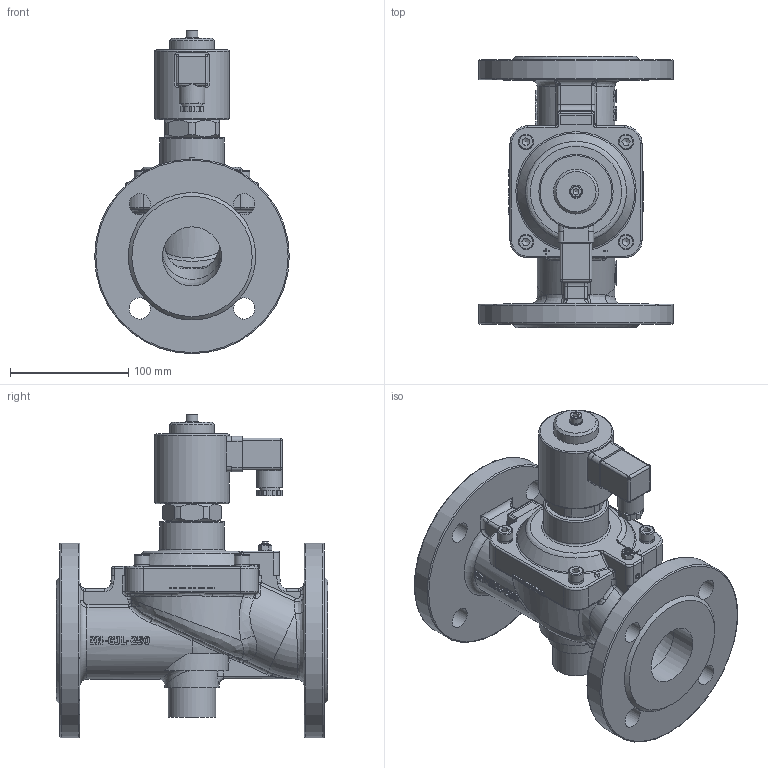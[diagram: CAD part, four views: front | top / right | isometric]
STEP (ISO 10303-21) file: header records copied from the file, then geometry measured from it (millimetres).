
FILE_DESCRIPTION(/* description */ ('3D-Modell'),/* implementation_level */ '2;1');
FILE_NAME(/* name */ '027.001018_B2706-0402-.322.stp',/* time_stamp */ '2022-02-09T09:36:33+01:00',/* author */ ('CBeuthner'),/* organization */ (''),/* preprocessor_version */ 'ST-DEVELOPER v16.1',/* originating_system */ 'Autodesk Inventor 2016',/* authorisation */ '');
FILE_SCHEMA (('CONFIG_CONTROL_DESIGN'));
Products named in the file (1): 88-005463
Bounding box: 165 x 230 x 274.1 mm (x, y, z)
Volume: 1957716 mm3; surface area: 254984.8 mm2
Topology: 1 solids, 6 shells, 1246 faces, 3247 edges, 2060 vertices
Faces by surface type: plane 565, bspline 287, cylinder 283, torus 65, cone 26, sphere 20
Full cylindrical faces by diameter (mm): 2.4 x2, 2.459 x1, 3.242 x1, 4 x1, 4.5 x1, 5 x1, 6 x2, 6.2 x1, 6.5 x2, 6.647 x4, 7.7 x3, 8 x4, 8.5 x5, 10 x1, 11 x1, 13 x4, 15 x1, 17 x1, 18 x8, 20 x1, 22 x1, 34.247 x1, 34.5 x1, 38 x1, 40 x1, 46 x1, 50 x3, 55 x1, 59 x1, 63 x1
Entity records: 90109 total; most frequent: CARTESIAN_POINT 60979, ORIENTED_EDGE 6114, DIRECTION 4989, EDGE_CURVE 3057, VERTEX_POINT 2002, AXIS2_PLACEMENT_3D 1761, LINE 1467, VECTOR 1467
